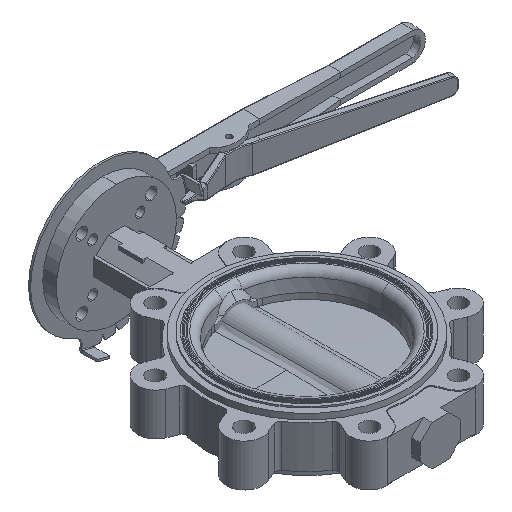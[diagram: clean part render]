
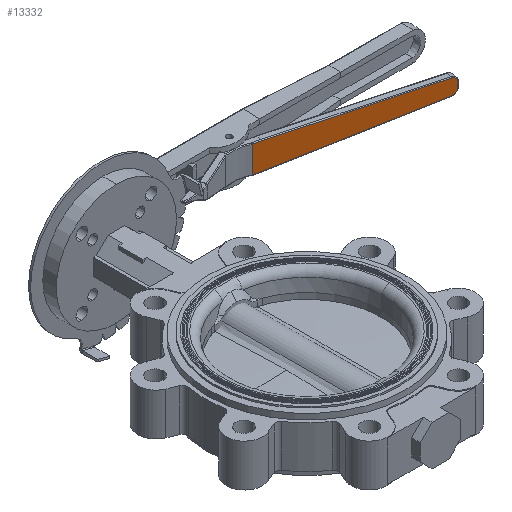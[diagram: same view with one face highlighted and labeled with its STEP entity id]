
A CAD part, isometric view. The second image highlights one B-rep face of the part: STEP entity #13332.
In plain terms, the highlighted planar face has unit normal (-0.221, -0.975, 0).
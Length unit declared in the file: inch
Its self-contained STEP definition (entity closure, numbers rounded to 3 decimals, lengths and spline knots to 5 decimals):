
#246 = CARTESIAN_POINT ( 'NONE',  ( 7.68735, 13.28707, 6.12371 ) ) ;
#260 = CARTESIAN_POINT ( 'NONE',  ( 7.96057, 13.22516, 6.13346 ) ) ;
#364 = DIRECTION ( 'NONE',  ( 0., 0., 1. ) ) ;
#1152 = CARTESIAN_POINT ( 'NONE',  ( 14.30043, 11.78874, 6.57866 ) ) ;
#1251 = AXIS2_PLACEMENT_3D ( 'NONE', #19263, #13965, #18923 ) ;
#1330 = DIRECTION ( 'NONE',  ( -0.975, 0.221, 0.035 ) ) ;
#1419 = CARTESIAN_POINT ( 'NONE',  ( 7.65227, 13.29501, 7.22096 ) ) ;
#1439 = VECTOR ( 'NONE', #34722, 39.37008 ) ;
#2920 = DIRECTION ( 'NONE',  ( 0.975, -0.221, 0. ) ) ;
#3237 = CARTESIAN_POINT ( 'NONE',  ( 14.30043, 11.78874, 6.77577 ) ) ;
#4056 = ORIENTED_EDGE ( 'NONE', *, *, #28772, .T. ) ;
#5574 = LINE ( 'NONE', #246, #31137 ) ;
#6066 = EDGE_CURVE ( 'NONE', #30251, #34249, #19173, .T. ) ;
#6752 = VECTOR ( 'NONE', #10567, 39.37008 ) ;
#7515 = AXIS2_PLACEMENT_3D ( 'NONE', #3237, #14329, #364 ) ;
#7590 = LINE ( 'NONE', #8282, #6752 ) ;
#8282 = CARTESIAN_POINT ( 'NONE',  ( 7.65227, 13.29501, 7.25221 ) ) ;
#8445 = EDGE_CURVE ( 'NONE', #20943, #17596, #12723, .T. ) ;
#8485 = VECTOR ( 'NONE', #26523, 39.37008 ) ;
#9269 = AXIS2_PLACEMENT_3D ( 'NONE', #1152, #20626, #31468 ) ;
#9904 = PLANE ( 'NONE',  #1251 ) ;
#10059 = CARTESIAN_POINT ( 'NONE',  ( 7.64903, 13.29575, 7.22096 ) ) ;
#10253 = EDGE_CURVE ( 'NONE', #12440, #26651, #22258, .T. ) ;
#10478 = CARTESIAN_POINT ( 'NONE',  ( 14.51377, 11.7404, 7.25221 ) ) ;
#10567 = DIRECTION ( 'NONE',  ( 0., 0., -1. ) ) ;
#11035 = DIRECTION ( 'NONE',  ( 0.975, -0.221, 0.035 ) ) ;
#11749 = ORIENTED_EDGE ( 'NONE', *, *, #10253, .T. ) ;
#12440 = VERTEX_POINT ( 'NONE', #13955 ) ;
#12723 = LINE ( 'NONE', #10059, #1439 ) ;
#13043 = CARTESIAN_POINT ( 'NONE',  ( 7.65227, 13.29501, 6.13346 ) ) ;
#13332 = ADVANCED_FACE ( 'NONE', ( #34046 ), #9904, .F. ) ;
#13394 = ORIENTED_EDGE ( 'NONE', *, *, #8445, .T. ) ;
#13488 = ORIENTED_EDGE ( 'NONE', *, *, #33638, .T. ) ;
#13955 = CARTESIAN_POINT ( 'NONE',  ( 14.30785, 11.78706, 6.36004 ) ) ;
#13965 = DIRECTION ( 'NONE',  ( 0.221, 0.975, 0. ) ) ;
#14329 = DIRECTION ( 'NONE',  ( -0.221, -0.975, 0. ) ) ;
#15983 = VECTOR ( 'NONE', #2920, 39.37008 ) ;
#16190 = CARTESIAN_POINT ( 'NONE',  ( 7.64903, 13.29575, 6.13346 ) ) ;
#16593 = ORIENTED_EDGE ( 'NONE', *, *, #27516, .T. ) ;
#17596 = VERTEX_POINT ( 'NONE', #1419 ) ;
#17983 = LINE ( 'NONE', #22547, #32312 ) ;
#18923 = DIRECTION ( 'NONE',  ( 0., 0., 1. ) ) ;
#19173 = LINE ( 'NONE', #16190, #15983 ) ;
#19263 = CARTESIAN_POINT ( 'NONE',  ( 7.64903, 13.29575, 7.25221 ) ) ;
#20246 = EDGE_CURVE ( 'NONE', #24270, #30165, #30013, .T. ) ;
#20626 = DIRECTION ( 'NONE',  ( -0.221, -0.975, 0. ) ) ;
#20750 = CARTESIAN_POINT ( 'NONE',  ( 14.51377, 11.7404, 6.77577 ) ) ;
#20943 = VERTEX_POINT ( 'NONE', #27617 ) ;
#22258 = CIRCLE ( 'NONE', #9269, 0.21875 ) ;
#22547 = CARTESIAN_POINT ( 'NONE',  ( 7.96004, 13.22528, 7.22098 ) ) ;
#22769 = ORIENTED_EDGE ( 'NONE', *, *, #6066, .T. ) ;
#23266 = CARTESIAN_POINT ( 'NONE',  ( 14.51377, 11.7404, 6.57866 ) ) ;
#23463 = CARTESIAN_POINT ( 'NONE',  ( 14.30785, 11.78706, 6.99438 ) ) ;
#24270 = VERTEX_POINT ( 'NONE', #20750 ) ;
#26523 = DIRECTION ( 'NONE',  ( 0., 0., 1. ) ) ;
#26651 = VERTEX_POINT ( 'NONE', #23266 ) ;
#27516 = EDGE_CURVE ( 'NONE', #26651, #24270, #28525, .T. ) ;
#27617 = CARTESIAN_POINT ( 'NONE',  ( 7.96057, 13.22516, 7.22096 ) ) ;
#28189 = EDGE_CURVE ( 'NONE', #34249, #12440, #5574, .T. ) ;
#28525 = LINE ( 'NONE', #10478, #8485 ) ;
#28772 = EDGE_CURVE ( 'NONE', #30165, #20943, #17983, .T. ) ;
#29115 = ORIENTED_EDGE ( 'NONE', *, *, #20246, .T. ) ;
#30013 = CIRCLE ( 'NONE', #7515, 0.21875 ) ;
#30165 = VERTEX_POINT ( 'NONE', #23463 ) ;
#30251 = VERTEX_POINT ( 'NONE', #13043 ) ;
#31137 = VECTOR ( 'NONE', #11035, 39.37008 ) ;
#31468 = DIRECTION ( 'NONE',  ( 0., 0., 1. ) ) ;
#31973 = ORIENTED_EDGE ( 'NONE', *, *, #28189, .T. ) ;
#32312 = VECTOR ( 'NONE', #1330, 39.37008 ) ;
#33638 = EDGE_CURVE ( 'NONE', #17596, #30251, #7590, .T. ) ;
#34046 = FACE_OUTER_BOUND ( 'NONE', #34405, .T. ) ;
#34249 = VERTEX_POINT ( 'NONE', #260 ) ;
#34405 = EDGE_LOOP ( 'NONE', ( #13488, #22769, #31973, #11749, #16593, #29115, #4056, #13394 ) ) ;
#34722 = DIRECTION ( 'NONE',  ( -0.975, 0.221, 0. ) ) ;
